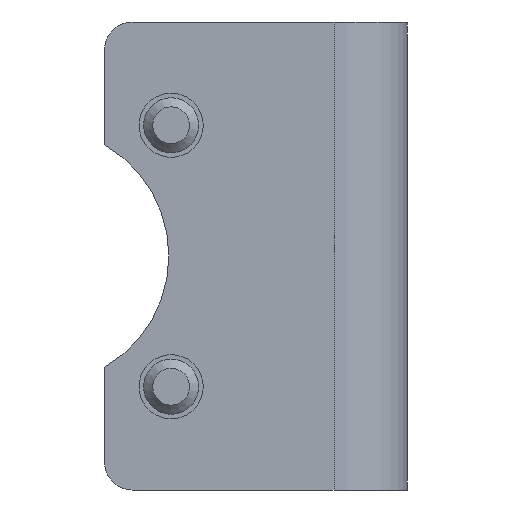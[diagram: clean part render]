
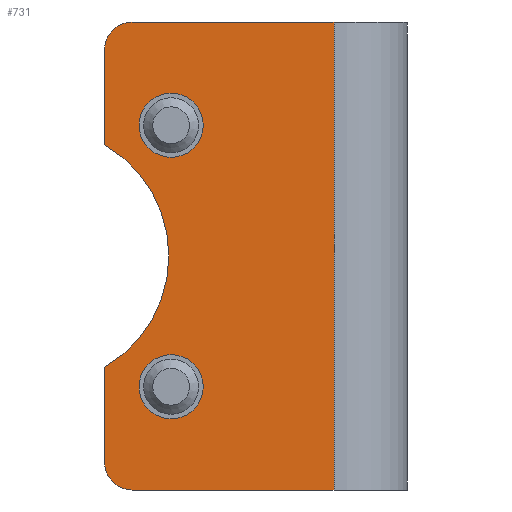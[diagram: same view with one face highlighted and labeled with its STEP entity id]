
A CAD part, left-side view. The second image highlights one B-rep face of the part: STEP entity #731.
In plain terms, the highlighted planar face has unit normal (-1, 0, 0).
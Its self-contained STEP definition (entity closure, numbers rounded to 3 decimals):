
#49=FACE_BOUND('',#136,.T.);
#50=FACE_BOUND('',#137,.T.);
#61=PLANE('',#853);
#92=FACE_OUTER_BOUND('',#135,.T.);
#135=EDGE_LOOP('',(#553,#554,#555,#556,#557,#558,#559,#560));
#136=EDGE_LOOP('',(#561));
#137=EDGE_LOOP('',(#562));
#180=LINE('',#1171,#236);
#192=LINE('',#1203,#248);
#194=LINE('',#1213,#250);
#197=LINE('',#1218,#253);
#198=LINE('',#1222,#254);
#236=VECTOR('',#951,10.);
#248=VECTOR('',#977,10.);
#250=VECTOR('',#989,10.);
#253=VECTOR('',#994,10.);
#254=VECTOR('',#997,10.);
#290=CIRCLE('',#832,3.5);
#292=CIRCLE('',#835,3.5);
#301=CIRCLE('',#850,3.);
#303=CIRCLE('',#854,3.);
#304=CIRCLE('',#855,14.);
#327=VERTEX_POINT('',#1147);
#329=VERTEX_POINT('',#1153);
#335=VERTEX_POINT('',#1168);
#336=VERTEX_POINT('',#1170);
#348=VERTEX_POINT('',#1200);
#349=VERTEX_POINT('',#1202);
#350=VERTEX_POINT('',#1206);
#352=VERTEX_POINT('',#1212);
#354=VERTEX_POINT('',#1219);
#355=VERTEX_POINT('',#1221);
#400=EDGE_CURVE('',#327,#327,#290,.T.);
#403=EDGE_CURVE('',#329,#329,#292,.T.);
#410=EDGE_CURVE('',#336,#335,#180,.T.);
#426=EDGE_CURVE('',#349,#348,#192,.T.);
#428=EDGE_CURVE('',#336,#350,#301,.T.);
#431=EDGE_CURVE('',#352,#350,#194,.T.);
#434=EDGE_CURVE('',#335,#349,#197,.T.);
#435=EDGE_CURVE('',#354,#348,#303,.T.);
#436=EDGE_CURVE('',#354,#355,#198,.T.);
#437=EDGE_CURVE('',#355,#352,#304,.T.);
#553=ORIENTED_EDGE('',*,*,#428,.F.);
#554=ORIENTED_EDGE('',*,*,#410,.T.);
#555=ORIENTED_EDGE('',*,*,#434,.T.);
#556=ORIENTED_EDGE('',*,*,#426,.T.);
#557=ORIENTED_EDGE('',*,*,#435,.F.);
#558=ORIENTED_EDGE('',*,*,#436,.T.);
#559=ORIENTED_EDGE('',*,*,#437,.T.);
#560=ORIENTED_EDGE('',*,*,#431,.T.);
#561=ORIENTED_EDGE('',*,*,#400,.T.);
#562=ORIENTED_EDGE('',*,*,#403,.T.);
#731=ADVANCED_FACE('',(#92,#49,#50),#61,.T.);
#832=AXIS2_PLACEMENT_3D('',#1149,#929,#930);
#835=AXIS2_PLACEMENT_3D('',#1155,#936,#937);
#850=AXIS2_PLACEMENT_3D('',#1207,#982,#983);
#853=AXIS2_PLACEMENT_3D('',#1217,#992,#993);
#854=AXIS2_PLACEMENT_3D('',#1220,#995,#996);
#855=AXIS2_PLACEMENT_3D('',#1223,#998,#999);
#929=DIRECTION('center_axis',(1.,0.,0.));
#930=DIRECTION('ref_axis',(0.,0.,1.));
#936=DIRECTION('center_axis',(1.,0.,0.));
#937=DIRECTION('ref_axis',(0.,0.,1.));
#951=DIRECTION('',(0.,-1.,0.));
#977=DIRECTION('',(0.,1.,0.));
#982=DIRECTION('center_axis',(1.,0.,0.));
#983=DIRECTION('ref_axis',(0.,0.707,-0.707));
#989=DIRECTION('',(0.,0.,-1.));
#992=DIRECTION('center_axis',(-1.,0.,0.));
#993=DIRECTION('ref_axis',(0.,0.,1.));
#994=DIRECTION('',(0.,0.,1.));
#995=DIRECTION('center_axis',(1.,0.,0.));
#996=DIRECTION('ref_axis',(0.,0.707,0.707));
#997=DIRECTION('',(0.,0.,-1.));
#998=DIRECTION('center_axis',(1.,0.,0.));
#999=DIRECTION('ref_axis',(0.,0.,1.));
#1147=CARTESIAN_POINT('',(0.,25.75,10.75));
#1149=CARTESIAN_POINT('Origin',(0.,25.75,14.25));
#1153=CARTESIAN_POINT('',(0.,25.75,-17.75));
#1155=CARTESIAN_POINT('Origin',(0.,25.75,-14.25));
#1168=CARTESIAN_POINT('',(0.,8.,-25.5));
#1170=CARTESIAN_POINT('',(0.,30.,-25.5));
#1171=CARTESIAN_POINT('',(0.,33.,-25.5));
#1200=CARTESIAN_POINT('',(0.,30.,25.5));
#1202=CARTESIAN_POINT('',(0.,8.,25.5));
#1203=CARTESIAN_POINT('',(0.,33.,25.5));
#1206=CARTESIAN_POINT('',(0.,33.,-22.5));
#1207=CARTESIAN_POINT('Origin',(0.,30.,-22.5));
#1212=CARTESIAN_POINT('',(0.,33.,-12.124));
#1213=CARTESIAN_POINT('',(0.,33.,0.));
#1217=CARTESIAN_POINT('Origin',(0.,8.,0.));
#1218=CARTESIAN_POINT('',(0.,8.,0.));
#1219=CARTESIAN_POINT('',(0.,33.,22.5));
#1220=CARTESIAN_POINT('Origin',(0.,30.,22.5));
#1221=CARTESIAN_POINT('',(0.,33.,12.124));
#1222=CARTESIAN_POINT('',(0.,33.,0.));
#1223=CARTESIAN_POINT('Origin',(0.,40.,0.));
